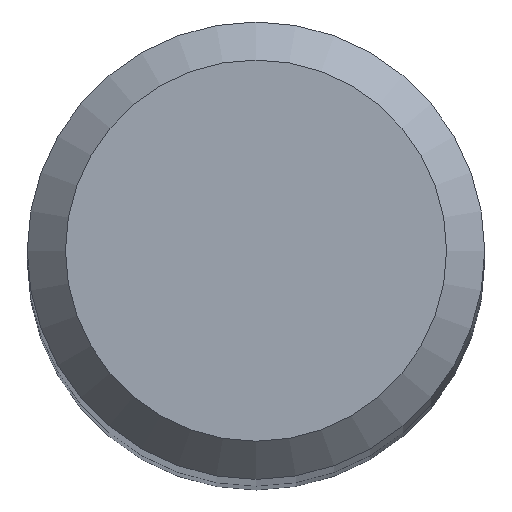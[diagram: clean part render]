
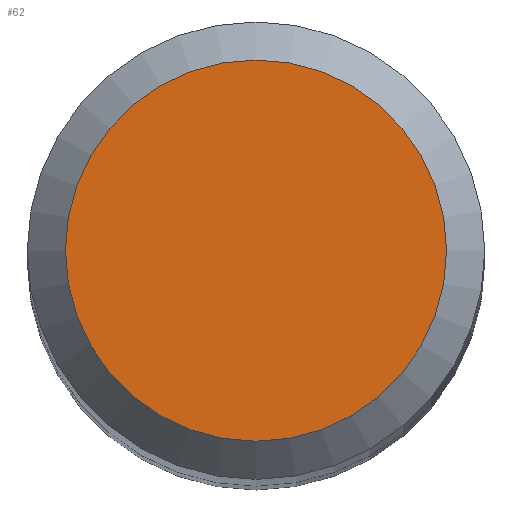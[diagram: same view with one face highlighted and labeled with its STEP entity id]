
A CAD part, top view. The second image highlights one B-rep face of the part: STEP entity #62.
In plain terms, the highlighted planar face has unit normal (0, 0, 1).
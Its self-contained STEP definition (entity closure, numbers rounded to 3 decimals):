
#52=PLANE('',#180);
#57=FACE_OUTER_BOUND('',#88,.T.);
#62=ADVANCED_FACE('',(#57),#52,.T.);
#88=EDGE_LOOP('',(#104));
#104=ORIENTED_EDGE('',*,*,#126,.F.);
#118=VERTEX_POINT('',#261);
#126=EDGE_CURVE('',#118,#118,#134,.T.);
#134=CIRCLE('',#177,2.5);
#177=AXIS2_PLACEMENT_3D('',#260,#203,#204);
#180=AXIS2_PLACEMENT_3D('',#265,#209,#210);
#203=DIRECTION('',(0.,0.,-1.));
#204=DIRECTION('',(-1.,0.,0.));
#209=DIRECTION('',(0.,0.,1.));
#210=DIRECTION('',(1.,0.,0.));
#260=CARTESIAN_POINT('',(0.,0.,0.));
#261=CARTESIAN_POINT('',(-2.5,0.,0.));
#265=CARTESIAN_POINT('',(2.5,0.,0.));
